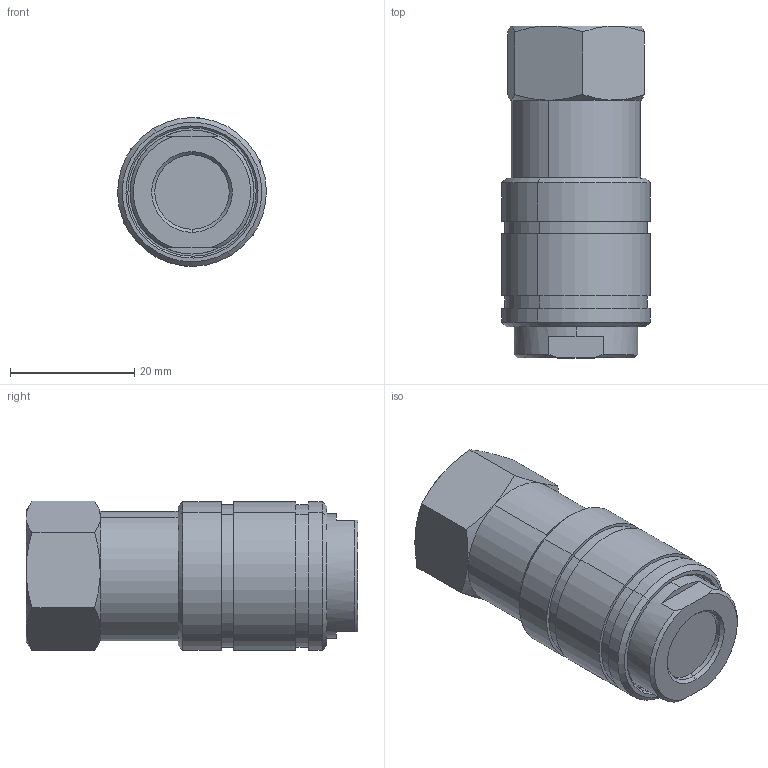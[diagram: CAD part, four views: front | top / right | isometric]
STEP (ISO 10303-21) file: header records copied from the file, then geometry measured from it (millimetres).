
FILE_DESCRIPTION (( 'STEP AP214' ), '1' );
FILE_NAME ('0012200002.step', '2012-11-15T17:58:57', ( '' ), ( '' ), 'SwSTEP 2.0', 'SolidWorks 2012', '' );
FILE_SCHEMA (( 'AUTOMOTIVE_DESIGN' ));
Length unit declared in the file: millimetre
Products named in the file (1): 0012200002
Bounding box: 24 x 53.5 x 24.15 mm (x, y, z)
Volume: 20147.1 mm3; surface area: 5538.6 mm2
Topology: 1 solids, 1 shells, 66 faces, 142 edges, 88 vertices
Faces by surface type: cone 22, cylinder 22, plane 22
Entity records: 2660 total; most frequent: CARTESIAN_POINT 451, DIRECTION 320, ORIENTED_EDGE 284, EDGE_CURVE 142, AXIS2_PLACEMENT_3D 135, VERTEX_POINT 88, EDGE_LOOP 76, UNCERTAINTY_MEASURE_WITH_UNIT 69
